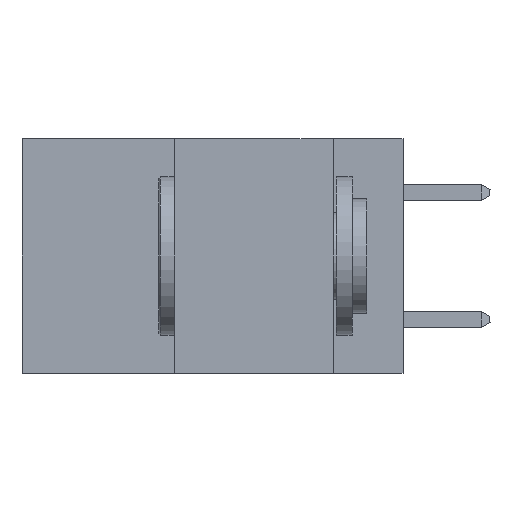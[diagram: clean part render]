
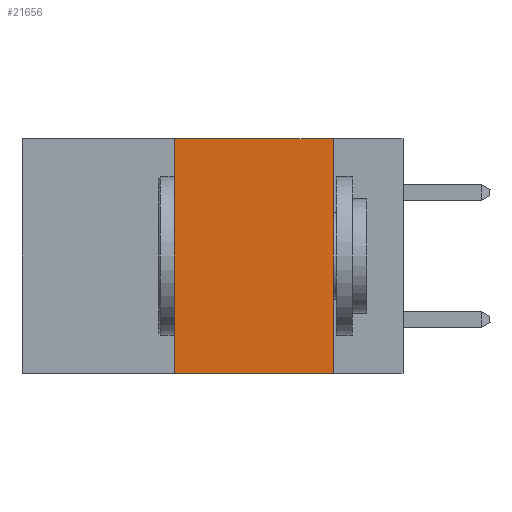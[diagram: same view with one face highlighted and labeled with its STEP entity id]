
A CAD part, left-side view. The second image highlights one B-rep face of the part: STEP entity #21656.
In plain terms, the highlighted planar face has unit normal (-1, 0, 0).
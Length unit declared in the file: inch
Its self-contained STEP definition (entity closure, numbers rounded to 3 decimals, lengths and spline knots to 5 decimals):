
#853 = LINE ( 'NONE', #7546, #11556 ) ;
#1761 = DIRECTION ( 'NONE',  ( 1., 0., 0. ) ) ;
#2217 = VERTEX_POINT ( 'NONE', #8888 ) ;
#2685 = DIRECTION ( 'NONE',  ( 0., -1., 0. ) ) ;
#2692 = CARTESIAN_POINT ( 'NONE',  ( 0., 0.36, 0. ) ) ;
#3361 = PLANE ( 'NONE',  #16864 ) ;
#4112 = CARTESIAN_POINT ( 'NONE',  ( 0., 0.36, -0.37 ) ) ;
#4652 = EDGE_CURVE ( 'NONE', #2217, #10950, #853, .T. ) ;
#5796 = LINE ( 'NONE', #13915, #16571 ) ;
#7546 = CARTESIAN_POINT ( 'NONE',  ( 0., 0.11, 0. ) ) ;
#8671 = ORIENTED_EDGE ( 'NONE', *, *, #4652, .F. ) ;
#8877 = VERTEX_POINT ( 'NONE', #4112 ) ;
#8888 = CARTESIAN_POINT ( 'NONE',  ( 0., 0.11, 0. ) ) ;
#9553 = CARTESIAN_POINT ( 'NONE',  ( 0., 0.11, -0.37 ) ) ;
#9835 = CARTESIAN_POINT ( 'NONE',  ( 0., 0.6, -0.37 ) ) ;
#9872 = VERTEX_POINT ( 'NONE', #2692 ) ;
#10056 = ORIENTED_EDGE ( 'NONE', *, *, #10890, .F. ) ;
#10848 = ORIENTED_EDGE ( 'NONE', *, *, #15891, .T. ) ;
#10890 = EDGE_CURVE ( 'NONE', #8877, #9872, #17112, .T. ) ;
#10950 = VERTEX_POINT ( 'NONE', #9553 ) ;
#11174 = CARTESIAN_POINT ( 'NONE',  ( 0., 0.36, 0. ) ) ;
#11283 = EDGE_CURVE ( 'NONE', #9872, #2217, #5796, .T. ) ;
#11556 = VECTOR ( 'NONE', #19853, 39.37008 ) ;
#11929 = FACE_OUTER_BOUND ( 'NONE', #20906, .T. ) ;
#13915 = CARTESIAN_POINT ( 'NONE',  ( 0., 0.6, 0. ) ) ;
#15665 = CARTESIAN_POINT ( 'NONE',  ( 0., 0.6, 0. ) ) ;
#15891 = EDGE_CURVE ( 'NONE', #8877, #10950, #16814, .T. ) ;
#16365 = DIRECTION ( 'NONE',  ( 0., 0., -1. ) ) ;
#16571 = VECTOR ( 'NONE', #17440, 39.37008 ) ;
#16814 = LINE ( 'NONE', #9835, #20092 ) ;
#16864 = AXIS2_PLACEMENT_3D ( 'NONE', #15665, #1761, #16365 ) ;
#17112 = LINE ( 'NONE', #11174, #22558 ) ;
#17440 = DIRECTION ( 'NONE',  ( 0., -1., 0. ) ) ;
#17910 = ORIENTED_EDGE ( 'NONE', *, *, #11283, .F. ) ;
#19853 = DIRECTION ( 'NONE',  ( 0., 0., -1. ) ) ;
#20092 = VECTOR ( 'NONE', #2685, 39.37008 ) ;
#20906 = EDGE_LOOP ( 'NONE', ( #8671, #17910, #10056, #10848 ) ) ;
#21523 = DIRECTION ( 'NONE',  ( 0., 0., 1. ) ) ;
#21656 = ADVANCED_FACE ( 'NONE', ( #11929 ), #3361, .F. ) ;
#22558 = VECTOR ( 'NONE', #21523, 39.37008 ) ;
